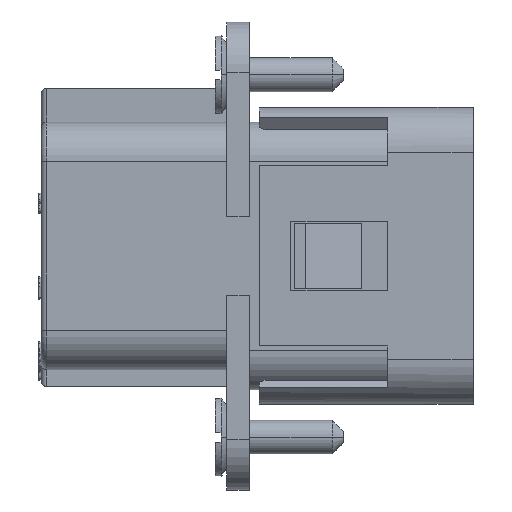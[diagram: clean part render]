
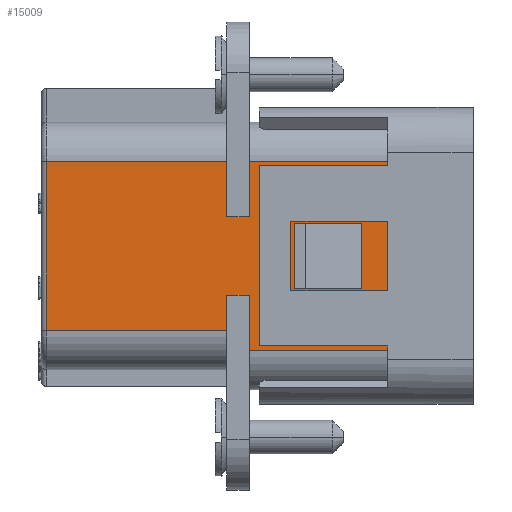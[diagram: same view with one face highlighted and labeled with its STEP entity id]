
A CAD part, left-side view. The second image highlights one B-rep face of the part: STEP entity #15009.
In plain terms, the highlighted planar face has unit normal (-1, 0, 0).
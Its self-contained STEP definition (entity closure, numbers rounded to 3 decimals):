
#1382=DIRECTION('',(0.,-1.,0.));
#1383=VECTOR('',#1382,16.);
#1384=CARTESIAN_POINT('',(-9.5,-0.5,-6.6));
#1385=LINE('',#1384,#1383);
#1386=DIRECTION('',(0.,0.,1.));
#1387=VECTOR('',#1386,5.8);
#1388=CARTESIAN_POINT('',(-9.5,-28.5,-2.9));
#1389=LINE('',#1388,#1387);
#1390=DIRECTION('',(0.,-1.,0.));
#1391=VECTOR('',#1390,6.);
#1392=CARTESIAN_POINT('',(-9.5,-22.5,2.9));
#1393=LINE('',#1392,#1391);
#1394=DIRECTION('',(0.,0.,1.));
#1395=VECTOR('',#1394,5.8);
#1396=CARTESIAN_POINT('',(-9.5,-22.5,-2.9));
#1397=LINE('',#1396,#1395);
#1398=DIRECTION('',(0.,1.,0.));
#1399=VECTOR('',#1398,6.);
#1400=CARTESIAN_POINT('',(-9.5,-28.5,-2.9));
#1401=LINE('',#1400,#1399);
#1402=DIRECTION('',(0.,0.,-1.));
#1403=VECTOR('',#1402,16.8);
#1404=CARTESIAN_POINT('',(-9.5,-32.8,8.4));
#1405=LINE('',#1404,#1403);
#1406=DIRECTION('',(0.,0.,1.));
#1407=VECTOR('',#1406,15.);
#1408=CARTESIAN_POINT('',(-9.5,-0.5,-6.6));
#1409=LINE('',#1408,#1407);
#1410=DIRECTION('',(0.,-1.,0.));
#1411=VECTOR('',#1410,16.);
#1412=CARTESIAN_POINT('',(-9.5,-0.5,8.4));
#1413=LINE('',#1412,#1411);
#1414=DIRECTION('',(0.,-1.,0.));
#1415=VECTOR('',#1414,2.);
#1416=CARTESIAN_POINT('',(-9.5,-16.5,3.5));
#1417=LINE('',#1416,#1415);
#8172=DIRECTION('',(0.,1.,0.));
#8173=VECTOR('',#8172,14.3);
#8174=CARTESIAN_POINT('',(-9.5,-32.8,8.4));
#8175=LINE('',#8174,#8173);
#8184=DIRECTION('',(0.,0.,-1.));
#8185=VECTOR('',#8184,4.9);
#8186=CARTESIAN_POINT('',(-9.5,-18.5,-3.5));
#8187=LINE('',#8186,#8185);
#8308=DIRECTION('',(0.,0.,-1.));
#8309=VECTOR('',#8308,4.9);
#8310=CARTESIAN_POINT('',(-9.5,-18.5,8.4));
#8311=LINE('',#8310,#8309);
#8343=DIRECTION('',(0.,-1.,0.));
#8344=VECTOR('',#8343,2.);
#8345=CARTESIAN_POINT('',(-9.5,-16.5,-3.5));
#8346=LINE('',#8345,#8344);
#8379=DIRECTION('',(0.,0.,-1.));
#8380=VECTOR('',#8379,4.9);
#8381=CARTESIAN_POINT('',(-9.5,-16.5,8.4));
#8382=LINE('',#8381,#8380);
#8463=DIRECTION('',(0.,0.,-1.));
#8464=VECTOR('',#8463,3.1);
#8465=CARTESIAN_POINT('',(-9.5,-16.5,-3.5));
#8466=LINE('',#8465,#8464);
#8782=DIRECTION('',(0.,-1.,0.));
#8783=VECTOR('',#8782,14.3);
#8784=CARTESIAN_POINT('',(-9.5,-18.5,-8.4));
#8785=LINE('',#8784,#8783);
#10891=CARTESIAN_POINT('',(-9.5,-16.5,8.4));
#10892=VERTEX_POINT('',#10891);
#10893=CARTESIAN_POINT('',(-9.5,-16.5,-6.6));
#10895=VERTEX_POINT('',#10893);
#10920=CARTESIAN_POINT('',(-9.5,-18.5,-8.4));
#10922=VERTEX_POINT('',#10920);
#10928=CARTESIAN_POINT('',(-9.5,-18.5,3.5));
#10930=VERTEX_POINT('',#10928);
#10932=CARTESIAN_POINT('',(-9.5,-18.5,-3.5));
#10934=VERTEX_POINT('',#10932);
#10991=CARTESIAN_POINT('',(-9.5,-16.5,3.5));
#10992=VERTEX_POINT('',#10991);
#10993=CARTESIAN_POINT('',(-9.5,-16.5,-3.5));
#10994=VERTEX_POINT('',#10993);
#11033=CARTESIAN_POINT('',(-9.5,-18.5,8.4));
#11034=VERTEX_POINT('',#11033);
#11153=CARTESIAN_POINT('',(-9.5,-0.5,-6.6));
#11154=VERTEX_POINT('',#11153);
#11157=CARTESIAN_POINT('',(-9.5,-0.5,8.4));
#11158=VERTEX_POINT('',#11157);
#11323=CARTESIAN_POINT('',(-9.5,-22.5,-2.9));
#11324=VERTEX_POINT('',#11323);
#11325=CARTESIAN_POINT('',(-9.5,-22.5,2.9));
#11326=VERTEX_POINT('',#11325);
#11352=CARTESIAN_POINT('',(-9.5,-28.5,2.9));
#11354=VERTEX_POINT('',#11352);
#11355=CARTESIAN_POINT('',(-9.5,-28.5,-2.9));
#11356=VERTEX_POINT('',#11355);
#12469=CARTESIAN_POINT('',(-9.5,-32.8,8.4));
#12470=CARTESIAN_POINT('',(-9.5,-32.8,-8.4));
#12471=VERTEX_POINT('',#12469);
#12472=VERTEX_POINT('',#12470);
#14970=CARTESIAN_POINT('',(-9.5,0.,8.4));
#14971=DIRECTION('',(1.,0.,0.));
#14972=DIRECTION('',(0.,0.,-1.));
#14973=AXIS2_PLACEMENT_3D('',#14970,#14971,#14972);
#14974=PLANE('',#14973);
#14976=ORIENTED_EDGE('',*,*,#14975,.T.);
#14978=ORIENTED_EDGE('',*,*,#14977,.F.);
#14980=ORIENTED_EDGE('',*,*,#14979,.F.);
#14982=ORIENTED_EDGE('',*,*,#14981,.F.);
#14984=ORIENTED_EDGE('',*,*,#14983,.T.);
#14985=ORIENTED_EDGE('',*,*,#14962,.F.);
#14986=ORIENTED_EDGE('',*,*,#14683,.T.);
#14988=ORIENTED_EDGE('',*,*,#14987,.T.);
#14990=ORIENTED_EDGE('',*,*,#14989,.T.);
#14992=ORIENTED_EDGE('',*,*,#14991,.T.);
#14994=ORIENTED_EDGE('',*,*,#14993,.F.);
#14996=ORIENTED_EDGE('',*,*,#14995,.F.);
#14997=EDGE_LOOP('',(#14976,#14978,#14980,#14982,#14984,#14985,#14986,#14988,
#14990,#14992,#14994,#14996));
#14998=FACE_OUTER_BOUND('',#14997,.F.);
#15000=ORIENTED_EDGE('',*,*,#14999,.T.);
#15002=ORIENTED_EDGE('',*,*,#15001,.F.);
#15004=ORIENTED_EDGE('',*,*,#15003,.F.);
#15006=ORIENTED_EDGE('',*,*,#15005,.F.);
#15007=EDGE_LOOP('',(#15000,#15002,#15004,#15006));
#15008=FACE_BOUND('',#15007,.F.);
#15009=ADVANCED_FACE('',(#14998,#15008),#14974,.F.);
#14683=EDGE_CURVE('',#11154,#11158,#1409,.T.);
#14962=EDGE_CURVE('',#11154,#10895,#1385,.T.);
#14975=EDGE_CURVE('',#12471,#12472,#1405,.T.);
#14977=EDGE_CURVE('',#10922,#12472,#8785,.T.);
#14979=EDGE_CURVE('',#10934,#10922,#8187,.T.);
#14981=EDGE_CURVE('',#10994,#10934,#8346,.T.);
#14983=EDGE_CURVE('',#10994,#10895,#8466,.T.);
#14987=EDGE_CURVE('',#11158,#10892,#1413,.T.);
#14989=EDGE_CURVE('',#10892,#10992,#8382,.T.);
#14991=EDGE_CURVE('',#10992,#10930,#1417,.T.);
#14993=EDGE_CURVE('',#11034,#10930,#8311,.T.);
#14995=EDGE_CURVE('',#12471,#11034,#8175,.T.);
#14999=EDGE_CURVE('',#11356,#11354,#1389,.T.);
#15001=EDGE_CURVE('',#11326,#11354,#1393,.T.);
#15003=EDGE_CURVE('',#11324,#11326,#1397,.T.);
#15005=EDGE_CURVE('',#11356,#11324,#1401,.T.);
